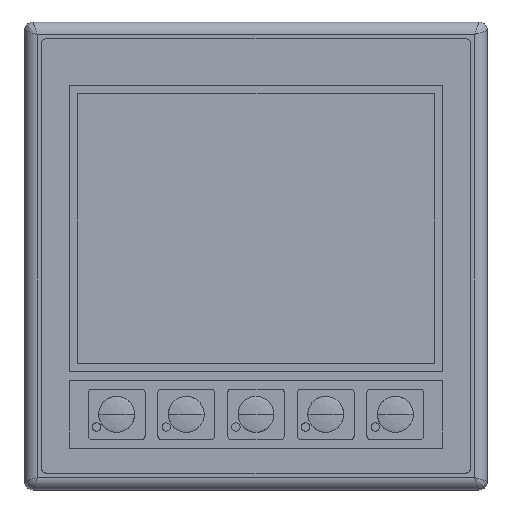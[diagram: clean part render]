
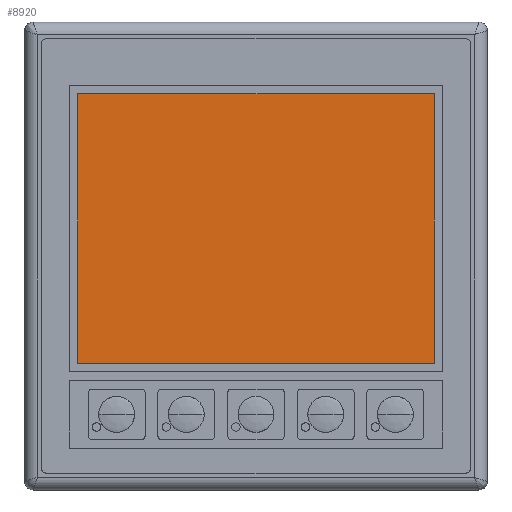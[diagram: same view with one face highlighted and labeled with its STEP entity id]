
A CAD part, top view. The second image highlights one B-rep face of the part: STEP entity #8920.
In plain terms, the highlighted planar face has unit normal (0, 0, 1).
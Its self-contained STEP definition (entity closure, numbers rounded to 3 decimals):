
#145 = CARTESIAN_POINT ( 'NONE',  ( 42.25, 38.4, 35. ) ) ;
#146 = CARTESIAN_POINT ( 'NONE',  ( -42.25, 38.4, 35. ) ) ;
#148 = DIRECTION ( 'NONE',  ( 0., -1., 0. ) ) ;
#149 = VECTOR ( 'NONE', #148, 1000. ) ;
#150 = CARTESIAN_POINT ( 'NONE',  ( -42.25, 38.4, 35. ) ) ;
#151 = LINE ( 'NONE', #150, #149 ) ;
#167 = DIRECTION ( 'NONE',  ( -1., 0., 0. ) ) ;
#168 = VECTOR ( 'NONE', #167, 1000. ) ;
#169 = CARTESIAN_POINT ( 'NONE',  ( 42.25, 38.4, 35. ) ) ;
#170 = LINE ( 'NONE', #169, #168 ) ;
#190 = CARTESIAN_POINT ( 'NONE',  ( -42.25, -25.4, 35. ) ) ;
#201 = DIRECTION ( 'NONE',  ( 1., 0., 0. ) ) ;
#202 = VECTOR ( 'NONE', #201, 1000. ) ;
#203 = CARTESIAN_POINT ( 'NONE',  ( -42.25, -25.4, 35. ) ) ;
#204 = LINE ( 'NONE', #203, #202 ) ;
#255 = FACE_OUTER_BOUND ( 'NONE', #8918, .T. ) ;
#287 = DIRECTION ( 'NONE',  ( 1., 0., 0. ) ) ;
#288 = DIRECTION ( 'NONE',  ( 0., 0., 1. ) ) ;
#289 = CARTESIAN_POINT ( 'NONE',  ( 42.25, -25.4, 35. ) ) ;
#290 = AXIS2_PLACEMENT_3D ( 'NONE', #289, #288, #287 ) ;
#293 = PLANE ( 'NONE',  #290 ) ;
#323 = DIRECTION ( 'NONE',  ( 0., 1., 0. ) ) ;
#324 = VECTOR ( 'NONE', #323, 1000. ) ;
#325 = CARTESIAN_POINT ( 'NONE',  ( 42.25, -25.4, 35. ) ) ;
#326 = LINE ( 'NONE', #325, #324 ) ;
#4085 = CARTESIAN_POINT ( 'NONE',  ( 42.25, -25.4, 35. ) ) ;
#8243 = VERTEX_POINT ( 'NONE', #4085 ) ;
#8850 = ORIENTED_EDGE ( 'NONE', *, *, #8855, .T. ) ;
#8855 = EDGE_CURVE ( 'NONE', #8868, #8866, #170, .T. ) ;
#8863 = EDGE_CURVE ( 'NONE', #8866, #8879, #151, .T. ) ;
#8866 = VERTEX_POINT ( 'NONE', #146 ) ;
#8868 = VERTEX_POINT ( 'NONE', #145 ) ;
#8875 = EDGE_CURVE ( 'NONE', #8879, #8243, #204, .T. ) ;
#8879 = VERTEX_POINT ( 'NONE', #190 ) ;
#8918 = EDGE_LOOP ( 'NONE', ( #8919, #8926, #8850, #8924 ) ) ;
#8919 = ORIENTED_EDGE ( 'NONE', *, *, #8875, .T. ) ;
#8920 = ADVANCED_FACE ( 'NONE', ( #255 ), #293, .T. ) ;
#8924 = ORIENTED_EDGE ( 'NONE', *, *, #8863, .T. ) ;
#8925 = EDGE_CURVE ( 'NONE', #8243, #8868, #326, .T. ) ;
#8926 = ORIENTED_EDGE ( 'NONE', *, *, #8925, .T. ) ;
